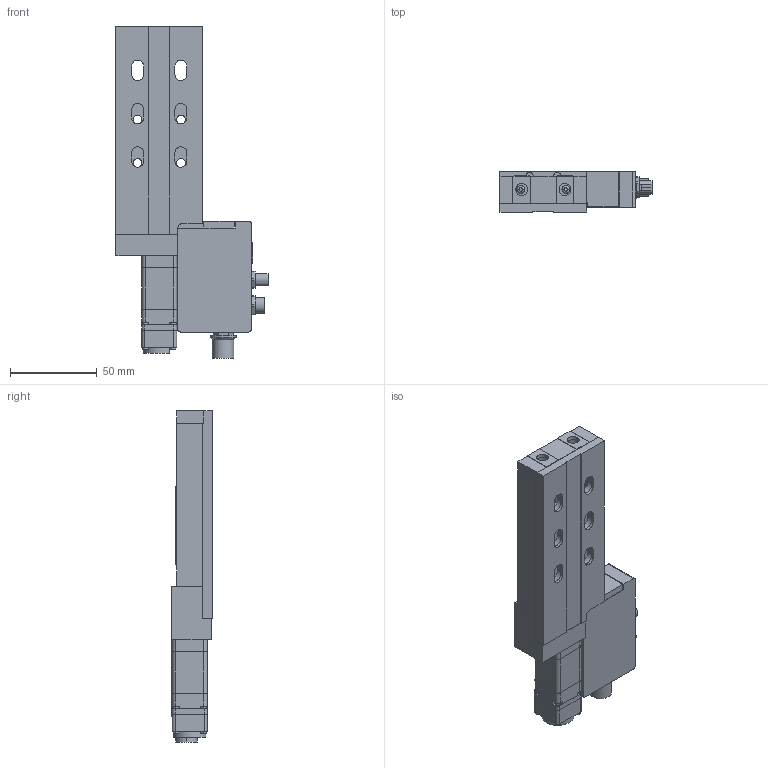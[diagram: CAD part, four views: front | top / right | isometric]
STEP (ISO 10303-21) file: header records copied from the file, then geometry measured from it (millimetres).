
FILE_DESCRIPTION (( 'STEP AP203' ), '1' );
FILE_NAME ('X-LRM025x-E03.step', '2023-11-03T18:25:02', ( '' ), ( '' ), 'SwSTEP 2.0', 'SolidWorks 2019', '' );
FILE_SCHEMA (( 'CONFIG_CONTROL_DESIGN' ));
Length unit declared in the file: millimetre
Products named in the file (4): X-LRM025x-E03; LRM_carriage^LRM_LRM; LRM_base^LRM_X-LRM025; NMS08_motor^LRM_X-LRM-E03
Assembly tree (3 placements, depth 2):
  X-LRM025x-E03
    LRM_base^LRM_X-LRM025
    LRM_carriage^LRM_LRM
    NMS08_motor^LRM_X-LRM-E03
Bounding box: 87.75 x 23.48 x 191.6 mm (x, y, z)
Volume: 183428 mm3; surface area: 70657 mm2
Topology: 27 solids, 27 shells, 578 faces, 1392 edges, 920 vertices
Faces by surface type: plane 337, cylinder 229, torus 8, cone 4
Entity records: 17368 total; most frequent: DIRECTION 3034, CARTESIAN_POINT 2908, ORIENTED_EDGE 2784, EDGE_CURVE 1392, AXIS2_PLACEMENT_3D 1062, VERTEX_POINT 920, VECTOR 910, LINE 910
